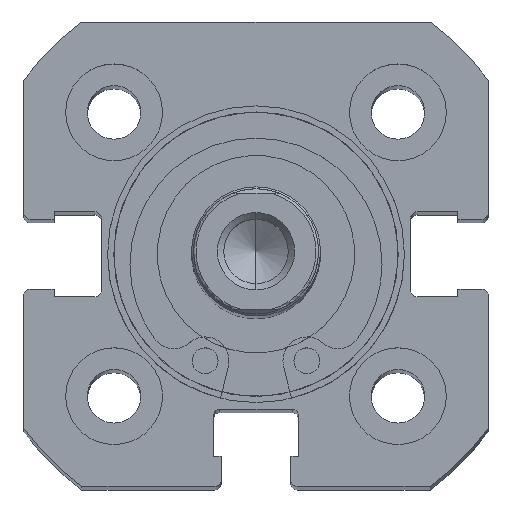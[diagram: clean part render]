
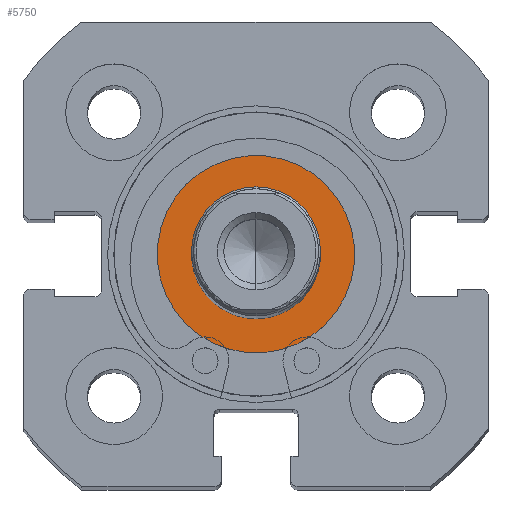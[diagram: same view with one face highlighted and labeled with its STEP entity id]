
A CAD part, top view. The second image highlights one B-rep face of the part: STEP entity #5750.
In plain terms, the highlighted face is planar.
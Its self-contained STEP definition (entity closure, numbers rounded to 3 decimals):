
#10 = DIRECTION ( 'NONE',  ( 0., 0., 1. ) ) ;
#12 = DIRECTION ( 'NONE',  ( -1., 0., 0. ) ) ;
#14 = CARTESIAN_POINT ( 'NONE',  ( 0., 0., 0. ) ) ;
#15 = DIRECTION ( 'NONE',  ( 0., 0., 1. ) ) ;
#16 = DIRECTION ( 'NONE',  ( -1., 0., 0. ) ) ;
#18 = CARTESIAN_POINT ( 'NONE',  ( 0., 0., 0. ) ) ;
#2028 = EDGE_CURVE ( 'NONE', #4883, #4906, #3244, .T. ) ;
#2029 = EDGE_CURVE ( 'NONE', #4922, #4855, #3246, .T. ) ;
#2036 = EDGE_CURVE ( 'NONE', #4906, #4883, #3257, .T. ) ;
#2042 = EDGE_CURVE ( 'NONE', #4855, #4922, #3265, .T. ) ;
#2277 = AXIS2_PLACEMENT_3D ( 'NONE', #18, #16, #15 ) ;
#2284 = AXIS2_PLACEMENT_3D ( 'NONE', #14, #12, #10 ) ;
#2288 = AXIS2_PLACEMENT_3D ( 'NONE', #3515, #3516, #3517 ) ;
#2289 = AXIS2_PLACEMENT_3D ( 'NONE', #3523, #3530, #3531 ) ;
#2333 = AXIS2_PLACEMENT_3D ( 'NONE', #3968, #3970, #3971 ) ;
#3244 = CIRCLE ( 'NONE', #2277, 5. ) ;
#3246 = CIRCLE ( 'NONE', #2284, 7.65 ) ;
#3257 = CIRCLE ( 'NONE', #2288, 5. ) ;
#3265 = CIRCLE ( 'NONE', #2289, 7.65 ) ;
#3329 = FACE_BOUND ( 'NONE', #5266, .T. ) ;
#3334 = FACE_OUTER_BOUND ( 'NONE', #5296, .T. ) ;
#3515 = CARTESIAN_POINT ( 'NONE',  ( 0., 0., 0. ) ) ;
#3516 = DIRECTION ( 'NONE',  ( -1., 0., 0. ) ) ;
#3517 = DIRECTION ( 'NONE',  ( 0., 0., 1. ) ) ;
#3523 = CARTESIAN_POINT ( 'NONE',  ( 0., 0., 0. ) ) ;
#3530 = DIRECTION ( 'NONE',  ( -1., 0., 0. ) ) ;
#3531 = DIRECTION ( 'NONE',  ( 0., 0., 1. ) ) ;
#3646 = CARTESIAN_POINT ( 'NONE',  ( 0., 0., -7.65 ) ) ;
#3674 = CARTESIAN_POINT ( 'NONE',  ( 0., 0., -5. ) ) ;
#3697 = CARTESIAN_POINT ( 'NONE',  ( 0., 0., 5. ) ) ;
#3713 = CARTESIAN_POINT ( 'NONE',  ( 0., 0., 7.65 ) ) ;
#3968 = CARTESIAN_POINT ( 'NONE',  ( 0., 7.65, 0. ) ) ;
#3969 = PLANE ( 'NONE',  #2333 ) ;
#3970 = DIRECTION ( 'NONE',  ( 1., 0., 0. ) ) ;
#3971 = DIRECTION ( 'NONE',  ( 0., 0., -1. ) ) ;
#4855 = VERTEX_POINT ( 'NONE', #3646 ) ;
#4883 = VERTEX_POINT ( 'NONE', #3674 ) ;
#4906 = VERTEX_POINT ( 'NONE', #3697 ) ;
#4922 = VERTEX_POINT ( 'NONE', #3713 ) ;
#4997 = ORIENTED_EDGE ( 'NONE', *, *, #2028, .F. ) ;
#5012 = ORIENTED_EDGE ( 'NONE', *, *, #2029, .T. ) ;
#5019 = ORIENTED_EDGE ( 'NONE', *, *, #2042, .T. ) ;
#5023 = ORIENTED_EDGE ( 'NONE', *, *, #2036, .F. ) ;
#5266 = EDGE_LOOP ( 'NONE', ( #5023, #4997 ) ) ;
#5296 = EDGE_LOOP ( 'NONE', ( #5012, #5019 ) ) ;
#5750 = ADVANCED_FACE ( 'NONE', ( #3329, #3334 ), #3969, .F. ) ;
